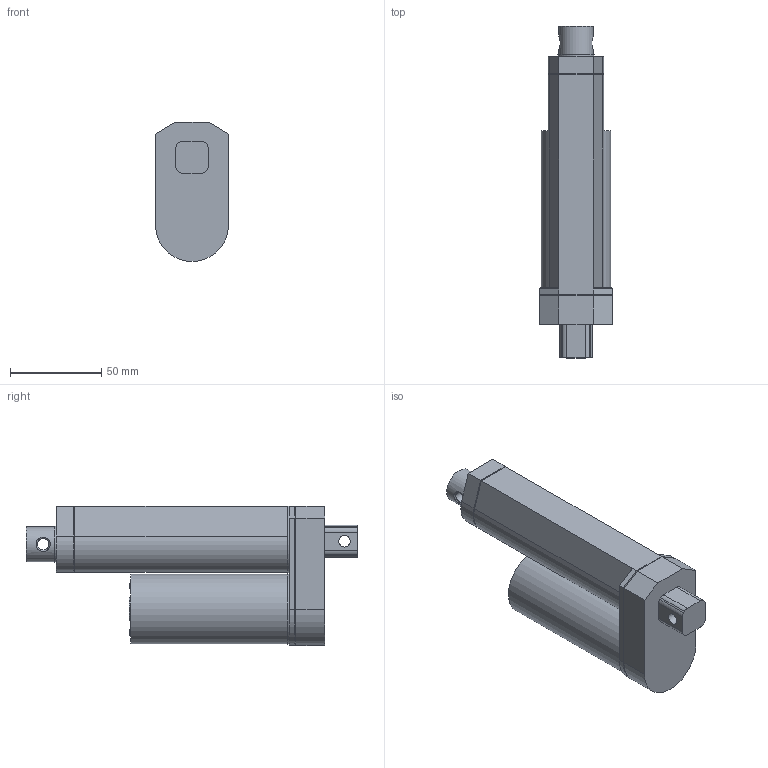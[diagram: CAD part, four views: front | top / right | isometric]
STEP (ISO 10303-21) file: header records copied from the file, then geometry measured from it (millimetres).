
FILE_DESCRIPTION(/* description */ (''),/* implementation_level */ '2;1');
FILE_NAME(/* name */ 'FA-150-12-2.stp',/* time_stamp */ '2014-10-15T15:28:53-07:00',/* author */ ('Robbie'),/* organization */ (''),/* preprocessor_version */ 'ST-DEVELOPER v15.2',/* originating_system */ 'Autodesk Inventor 2014',/* authorisation */ '');
FILE_SCHEMA (('AUTOMOTIVE_DESIGN { 1 0 10303 214 3 1 1 }'));
Length unit declared in the file: inch
Products named in the file (1): FA-150-12-2
Bounding box: 39.88 x 181.94 x 76.2 mm (x, y, z)
Volume: 276325.6 mm3; surface area: 37317.8 mm2
Topology: 1 solids, 1 shells, 75 faces, 180 edges, 118 vertices
Faces by surface type: plane 49, cylinder 24, bspline 2
Full cylindrical faces by diameter (mm): 3.175 x2, 6.35 x2, 12.7 x1, 19.05 x1, 19.812 x1, 38.1 x1, 38.608 x1
Entity records: 2445 total; most frequent: CARTESIAN_POINT 684, DIRECTION 358, ORIENTED_EDGE 336, EDGE_CURVE 168, AXIS2_PLACEMENT_3D 120, LINE 118, VECTOR 118, VERTEX_POINT 116
